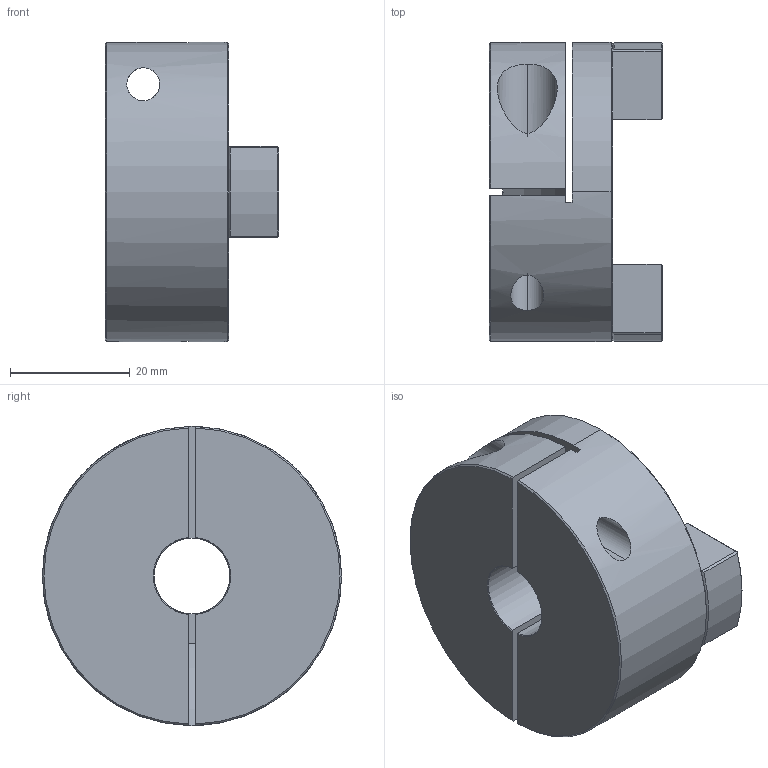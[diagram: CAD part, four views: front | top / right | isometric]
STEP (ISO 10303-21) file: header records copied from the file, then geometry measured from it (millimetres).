
FILE_DESCRIPTION (( 'STEP AP214' ), '1' );
FILE_NAME ('DC-DAC50-08.STEP', '2015-12-02T00:30:05', ( '' ), ( '' ), 'SwSTEP 2.0', 'SolidWorks 2015', '' );
FILE_SCHEMA (( 'AUTOMOTIVE_DESIGN' ));
Length unit declared in the file: millimetre
Products named in the file (1): DC-DAC50-08
Bounding box: 28.98 x 50 x 50 mm (x, y, z)
Volume: 36525.8 mm3; surface area: 11951.1 mm2
Topology: 1 solids, 1 shells, 57 faces, 158 edges, 104 vertices
Faces by surface type: plane 30, cylinder 19, cone 8
Entity records: 2051 total; most frequent: CARTESIAN_POINT 561, ORIENTED_EDGE 316, DIRECTION 296, EDGE_CURVE 158, AXIS2_PLACEMENT_3D 114, VERTEX_POINT 104, LINE 68, VECTOR 68
